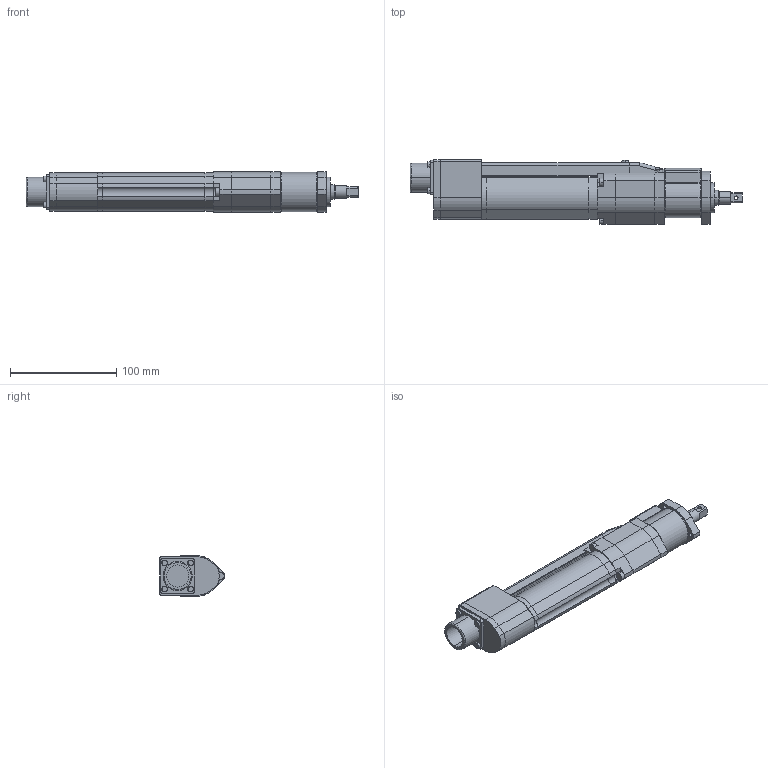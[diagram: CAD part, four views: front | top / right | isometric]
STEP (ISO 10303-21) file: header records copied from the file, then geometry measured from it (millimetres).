
FILE_DESCRIPTION (( 'STEP AP203' ), '1' );
FILE_NAME ('CFT-201RS1-S.STEP', '2013-01-29T12:56:53', ( '' ), ( '' ), 'SwSTEP 2.0', 'SolidWorks 2013', '' );
FILE_SCHEMA (( 'CONFIG_CONTROL_DESIGN' ));
Length unit declared in the file: millimetre
Products named in the file (1): CFT-201RS1-S
Bounding box: 312.4 x 60.99 x 38.1 mm (x, y, z)
Volume: 373235.2 mm3; surface area: 86072.6 mm2
Topology: 17 solids, 17 shells, 326 faces, 785 edges, 502 vertices
Faces by surface type: plane 140, cylinder 136, cone 26, torus 22, bspline 2
Entity records: 9684 total; most frequent: CARTESIAN_POINT 1778, DIRECTION 1743, ORIENTED_EDGE 1570, EDGE_CURVE 785, AXIS2_PLACEMENT_3D 663, VERTEX_POINT 502, LINE 417, VECTOR 417
